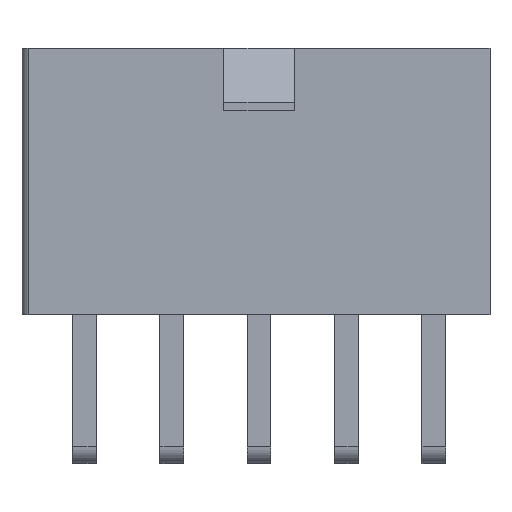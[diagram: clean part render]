
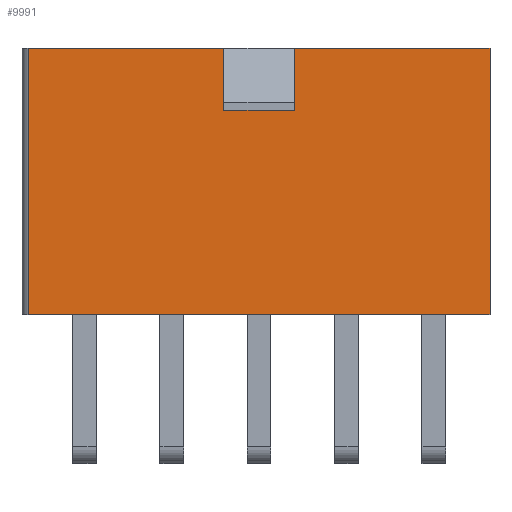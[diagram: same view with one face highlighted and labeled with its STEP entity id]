
A CAD part, top view. The second image highlights one B-rep face of the part: STEP entity #9991.
In plain terms, the highlighted planar face has unit normal (0, 0, 1).
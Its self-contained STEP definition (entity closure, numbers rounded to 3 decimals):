
#801=ORIENTED_EDGE('',*,*,#2614,.F.);
#802=ORIENTED_EDGE('',*,*,#2615,.F.);
#803=ORIENTED_EDGE('',*,*,#2618,.F.);
#804=ORIENTED_EDGE('',*,*,#2666,.F.);
#805=ORIENTED_EDGE('',*,*,#2665,.T.);
#806=ORIENTED_EDGE('',*,*,#2667,.T.);
#807=ORIENTED_EDGE('',*,*,#2660,.F.);
#808=ORIENTED_EDGE('',*,*,#2668,.F.);
#2614=EDGE_CURVE('',#3503,#3502,#4229,.T.);
#2615=EDGE_CURVE('',#3504,#3503,#4230,.T.);
#2618=EDGE_CURVE('',#3505,#3504,#4233,.T.);
#2660=EDGE_CURVE('',#3533,#3534,#4275,.T.);
#2665=EDGE_CURVE('',#3535,#3536,#4280,.T.);
#2666=EDGE_CURVE('',#3535,#3505,#4281,.T.);
#2667=EDGE_CURVE('',#3536,#3534,#4282,.T.);
#2668=EDGE_CURVE('',#3502,#3533,#4283,.T.);
#3502=VERTEX_POINT('',#13527);
#3503=VERTEX_POINT('',#13529);
#3504=VERTEX_POINT('',#13533);
#3505=VERTEX_POINT('',#13537);
#3533=VERTEX_POINT('',#13620);
#3534=VERTEX_POINT('',#13622);
#3535=VERTEX_POINT('',#13627);
#3536=VERTEX_POINT('',#13629);
#4229=LINE('',#13530,#5172);
#4230=LINE('',#13532,#5173);
#4233=LINE('',#13538,#5176);
#4275=LINE('',#13621,#5218);
#4280=LINE('',#13630,#5223);
#4281=LINE('',#13632,#5224);
#4282=LINE('',#13633,#5225);
#4283=LINE('',#13634,#5226);
#5172=VECTOR('',#11376,1000.);
#5173=VECTOR('',#11379,1000.);
#5176=VECTOR('',#11384,1000.);
#5218=VECTOR('',#11452,1000.);
#5223=VECTOR('',#11459,1000.);
#5224=VECTOR('',#11462,1000.);
#5225=VECTOR('',#11463,1000.);
#5226=VECTOR('',#11464,1000.);
#5849=EDGE_LOOP('',(#801,#802,#803,#804,#805,#806,#807,#808));
#6314=FACE_BOUND('',#5849,.T.);
#6761=PLANE('',#10408);
#9991=ADVANCED_FACE('',(#6314),#6761,.T.);
#10408=AXIS2_PLACEMENT_3D('',#13631,#11460,#11461);
#11376=DIRECTION('',(0.,-1.,0.));
#11379=DIRECTION('',(-1.,0.,0.));
#11384=DIRECTION('',(0.,1.,0.));
#11452=DIRECTION('',(0.,1.,0.));
#11459=DIRECTION('',(0.,1.,0.));
#11460=DIRECTION('',(0.,0.,1.));
#11461=DIRECTION('',(1.,0.,0.));
#11462=DIRECTION('',(-1.,0.,0.));
#11463=DIRECTION('',(-1.,0.,0.));
#11464=DIRECTION('',(-1.,0.,0.));
#13527=CARTESIAN_POINT('',(-1.7,-6.4,4.8));
#13529=CARTESIAN_POINT('',(-1.7,-3.4,4.8));
#13530=CARTESIAN_POINT('',(-1.7,-3.4,4.8));
#13532=CARTESIAN_POINT('',(1.7,-3.4,4.8));
#13533=CARTESIAN_POINT('',(1.7,-3.4,4.8));
#13537=CARTESIAN_POINT('',(1.7,-6.4,4.8));
#13538=CARTESIAN_POINT('',(1.7,-6.4,4.8));
#13620=CARTESIAN_POINT('',(-11.1,-6.4,4.8));
#13621=CARTESIAN_POINT('',(-11.1,-6.4,4.8));
#13622=CARTESIAN_POINT('',(-11.1,6.4,4.8));
#13627=CARTESIAN_POINT('',(11.1,-6.4,4.8));
#13629=CARTESIAN_POINT('',(11.1,6.4,4.8));
#13630=CARTESIAN_POINT('',(11.1,-6.4,4.8));
#13631=CARTESIAN_POINT('',(11.1,-6.4,4.8));
#13632=CARTESIAN_POINT('',(11.1,-6.4,4.8));
#13633=CARTESIAN_POINT('',(11.1,6.4,4.8));
#13634=CARTESIAN_POINT('',(11.1,-6.4,4.8));
